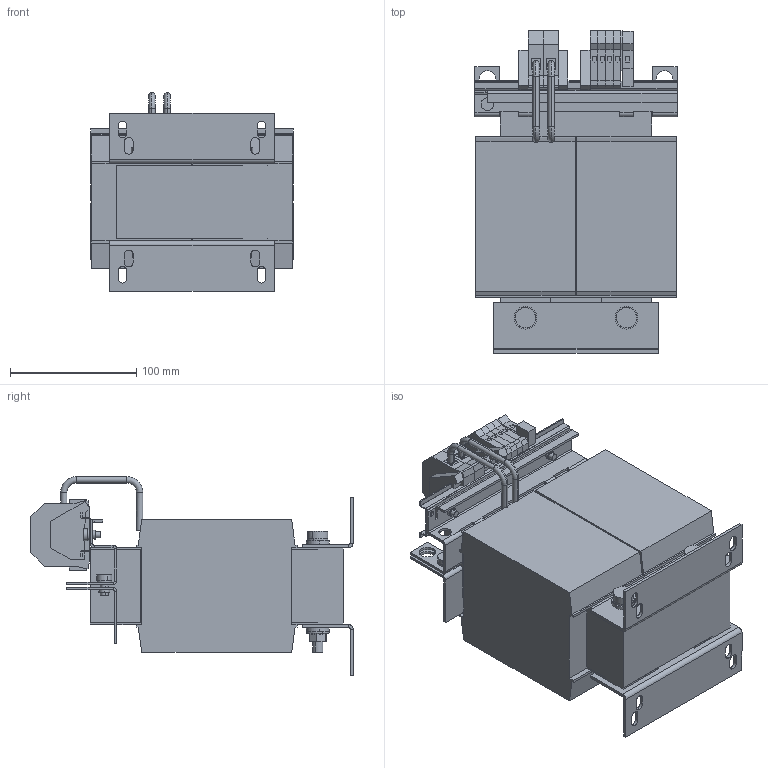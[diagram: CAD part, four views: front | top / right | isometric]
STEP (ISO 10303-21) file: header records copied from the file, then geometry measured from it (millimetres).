
FILE_DESCRIPTION (( 'STEP AP214' ), '1' );
FILE_NAME ('197205.STEP', '2023-03-28T11:00:29', ( '' ), ( '' ), 'SwSTEP 2.0', 'SolidWorks 2018', '' );
FILE_SCHEMA (( 'AUTOMOTIVE_DESIGN' ));
Length unit declared in the file: millimetre
Products named in the file (1): 197205
Bounding box: 160 x 255.1 x 157.05 mm (x, y, z)
Volume: 2805415.7 mm3; surface area: 254973.2 mm2
Topology: 1 solids, 1 shells, 807 faces, 2037 edges, 1271 vertices
Faces by surface type: plane 608, cylinder 183, torus 12, cone 4
Entity records: 23936 total; most frequent: CARTESIAN_POINT 4232, ORIENTED_EDGE 4074, DIRECTION 4024, EDGE_CURVE 2037, LINE 1626, VECTOR 1626, VERTEX_POINT 1271, AXIS2_PLACEMENT_3D 1199
